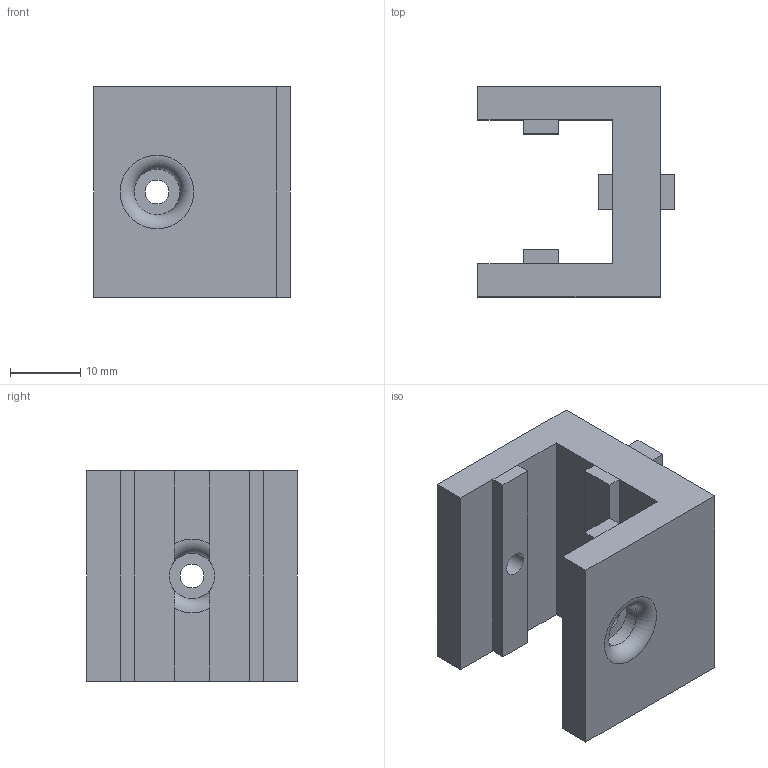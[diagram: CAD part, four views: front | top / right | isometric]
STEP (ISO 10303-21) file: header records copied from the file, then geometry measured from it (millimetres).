
FILE_DESCRIPTION(('FreeCAD Model'),'2;1');
FILE_NAME('Open CASCADE Shape Model','2022-06-21T20:30:28',('Author'),( ''),'Open CASCADE STEP processor 7.5','FreeCAD','Unknown');
FILE_SCHEMA(('AUTOMOTIVE_DESIGN { 1 0 10303 214 1 1 1 1 }'));
Length unit declared in the file: millimetre
Products named in the file (1): Half Cube for Joint
Bounding box: 28 x 30 x 30 mm (x, y, z)
Volume: 12168.8 mm3; surface area: 6103.3 mm2
Topology: 1 solids, 1 shells, 50 faces, 116 edges, 70 vertices
Faces by surface type: plane 40, cylinder 6, torus 4
Full cylindrical faces by diameter (mm): 3.4 x3, 6.5 x3
Entity records: 3416 total; most frequent: CARTESIAN_POINT 1043, DIRECTION 432, LINE 276, VECTOR 276, ORIENTED_EDGE 232, PCURVE 232, DEFINITIONAL_REPRESENTATION 232, EDGE_CURVE 116
